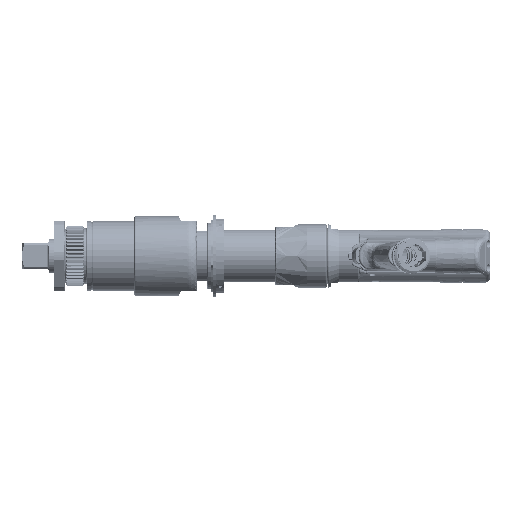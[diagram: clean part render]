
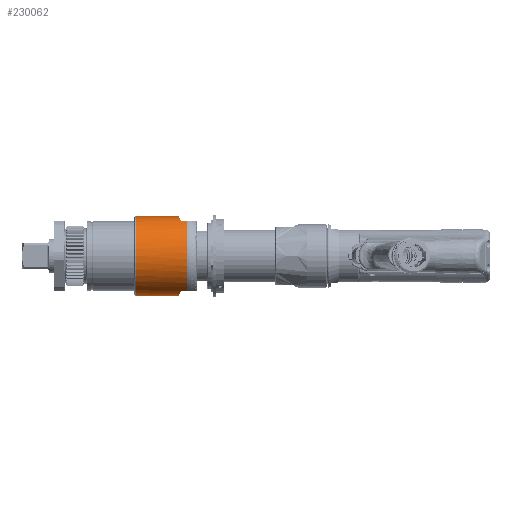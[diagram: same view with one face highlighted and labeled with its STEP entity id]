
A CAD part, top view. The second image highlights one B-rep face of the part: STEP entity #230062.
In plain terms, the highlighted cylindrical face has radius 39.688 mm (diameter 79.375 mm), a partial arc.
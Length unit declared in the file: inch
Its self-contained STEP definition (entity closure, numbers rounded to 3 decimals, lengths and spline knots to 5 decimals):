
#228132=CARTESIAN_POINT('',(-7.4287,-1.5625,-2.375));
#228148=CARTESIAN_POINT('',(-7.4287,1.5625,-2.375));
#228150=CARTESIAN_POINT('',(-7.4287,-1.5625,-2.375));
#228151=CARTESIAN_POINT('',(-7.4287,-1.5625,-2.10501));
#228152=CARTESIAN_POINT('',(-7.39081,-1.49689,
-1.85685));
#228153=CARTESIAN_POINT('',(-7.319,-1.3725,-1.62824));
#228155=DIRECTION('',(-1.,0.,0.));
#228156=VECTOR('',#228155,1.6853);
#228157=CARTESIAN_POINT('',(-7.4287,-1.5625,-2.375));
#228158=LINE('',#228157,#228156);
#228159=DIRECTION('',(1.,0.,0.));
#228160=VECTOR('',#228159,1.6853);
#228161=CARTESIAN_POINT('',(-9.114,1.5625,-2.375));
#228162=LINE('',#228161,#228160);
#228163=CARTESIAN_POINT('',(-7.4287,1.5625,-2.375));
#228164=CARTESIAN_POINT('',(-7.4287,1.5625,-2.10501));
#228165=CARTESIAN_POINT('',(-7.39081,1.49689,
-1.85685));
#228166=CARTESIAN_POINT('',(-7.319,1.3725,-1.62824));
#228168=DIRECTION('',(1.,0.,0.));
#228169=VECTOR('',#228168,0.208);
#228170=CARTESIAN_POINT('',(-7.319,1.3725,-1.62824));
#228171=LINE('',#228170,#228169);
#228172=DIRECTION('',(-1.,0.,0.));
#228173=VECTOR('',#228172,0.208);
#228174=CARTESIAN_POINT('',(-7.111,-1.3725,-1.62824));
#228175=LINE('',#228174,#228173);
#228176=CARTESIAN_POINT('',(-9.114,0.,-2.375));
#228177=DIRECTION('',(1.,0.,0.));
#228178=DIRECTION('',(0.,1.,0.));
#228179=AXIS2_PLACEMENT_3D('',#228176,#228177,#228178);
#229507=CARTESIAN_POINT('',(-7.111,0.,-2.375));
#229508=DIRECTION('',(-1.,0.,0.));
#229509=DIRECTION('',(0.,-0.878,0.478));
#229510=AXIS2_PLACEMENT_3D('',#229507,#229508,#229509);
#229882=VERTEX_POINT('',#228132);
#229890=VERTEX_POINT('',#228148);
#229891=CARTESIAN_POINT('',(-9.114,1.5625,-2.375));
#229892=VERTEX_POINT('',#229891);
#229893=CARTESIAN_POINT('',(-9.114,-1.5625,-2.375));
#229894=VERTEX_POINT('',#229893);
#229895=CARTESIAN_POINT('',(-7.319,-1.3725,-1.62824));
#229896=VERTEX_POINT('',#229895);
#229897=VERTEX_POINT('',#228166);
#229898=CARTESIAN_POINT('',(-7.111,1.3725,-1.62824));
#229899=VERTEX_POINT('',#229898);
#229900=CARTESIAN_POINT('',(-7.111,-1.3725,-1.62824));
#229901=VERTEX_POINT('',#229900);
#230042=CARTESIAN_POINT('',(-9.15406,0.,-2.375));
#230043=DIRECTION('',(1.,0.,0.));
#230044=DIRECTION('',(0.,1.,0.));
#230045=AXIS2_PLACEMENT_3D('',#230042,#230043,#230044);
#230046=CYLINDRICAL_SURFACE('',#230045,1.5625);
#230047=ORIENTED_EDGE('',*,*,#230035,.F.);
#230048=ORIENTED_EDGE('',*,*,#230024,.T.);
#230050=ORIENTED_EDGE('',*,*,#230049,.F.);
#230051=ORIENTED_EDGE('',*,*,#230020,.T.);
#230053=ORIENTED_EDGE('',*,*,#230052,.T.);
#230055=ORIENTED_EDGE('',*,*,#230054,.T.);
#230057=ORIENTED_EDGE('',*,*,#230056,.F.);
#230059=ORIENTED_EDGE('',*,*,#230058,.T.);
#230060=EDGE_LOOP('',(#230047,#230048,#230050,#230051,#230053,#230055,#230057,
#230059));
#230061=FACE_OUTER_BOUND('',#230060,.F.);
#230062=ADVANCED_FACE('',(#230061),#230046,.T.);
#228154=B_SPLINE_CURVE_WITH_KNOTS('',3,(#228150,#228151,#228152,#228153),
.UNSPECIFIED.,.F.,.F.,(4,4),(0.,1.),.UNSPECIFIED.);
#228167=B_SPLINE_CURVE_WITH_KNOTS('',3,(#228163,#228164,#228165,#228166),
.UNSPECIFIED.,.F.,.F.,(4,4),(0.,1.),.UNSPECIFIED.);
#228180=CIRCLE('',#228179,1.5625);
#229511=CIRCLE('',#229510,1.5625);
#230020=EDGE_CURVE('',#229892,#229890,#228162,.T.);
#230024=EDGE_CURVE('',#229882,#229894,#228158,.T.);
#230035=EDGE_CURVE('',#229882,#229896,#228154,.T.);
#230049=EDGE_CURVE('',#229892,#229894,#228180,.T.);
#230052=EDGE_CURVE('',#229890,#229897,#228167,.T.);
#230054=EDGE_CURVE('',#229897,#229899,#228171,.T.);
#230056=EDGE_CURVE('',#229901,#229899,#229511,.T.);
#230058=EDGE_CURVE('',#229901,#229896,#228175,.T.);
